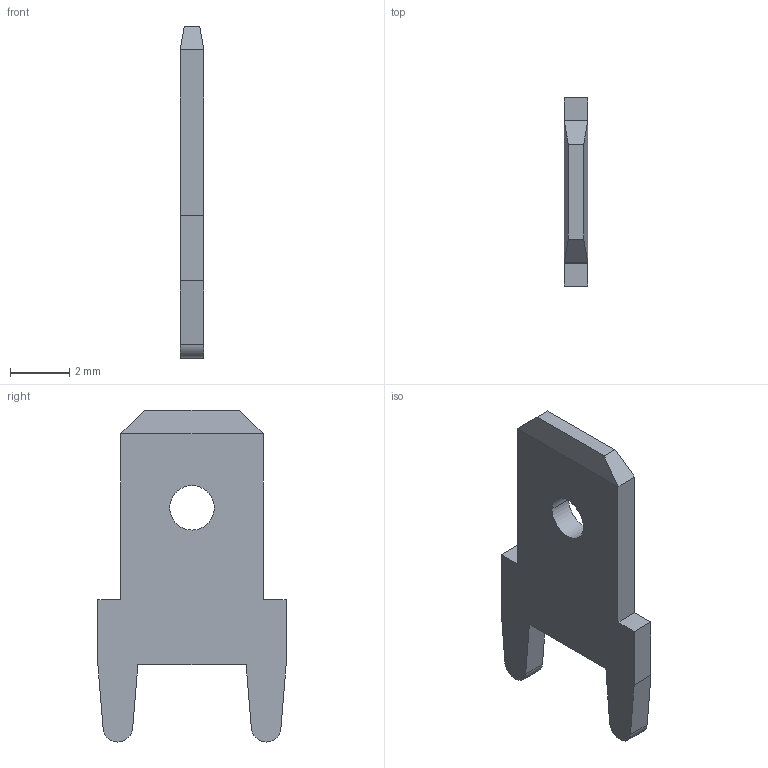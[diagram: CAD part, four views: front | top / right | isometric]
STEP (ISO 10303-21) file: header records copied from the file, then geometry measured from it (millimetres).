
FILE_DESCRIPTION(('FreeCAD Model'),'2;1');
FILE_NAME('3825c08.step','2017-09-22T16:22:25',( 'kicad StepUp'),('ksu MCAD'),'Open CASCADE STEP processor 6.8', 'FreeCAD','Unknown');
FILE_SCHEMA(('AUTOMOTIVE_DESIGN_CC2 { 1 2 10303 214 -1 1 5 4 }'));
Length unit declared in the file: millimetre
Products named in the file (2): ASSEMBLY; 3825c08
Assembly tree (1 placements, depth 2):
  ASSEMBLY
    3825c08
Bounding box: 0.8 x 6.35 x 11.2 mm (x, y, z)
Volume: 38 mm3; surface area: 128.9 mm2
Topology: 1 solids, 1 shells, 22 faces, 56 edges, 36 vertices
Faces by surface type: plane 18, cylinder 4
Entity records: 699 total; most frequent: CARTESIAN_POINT 116, DIRECTION 112, ORIENTED_EDGE 112, EDGE_CURVE 56, LINE 48, VECTOR 48, VERTEX_POINT 36, AXIS2_PLACEMENT_3D 32
